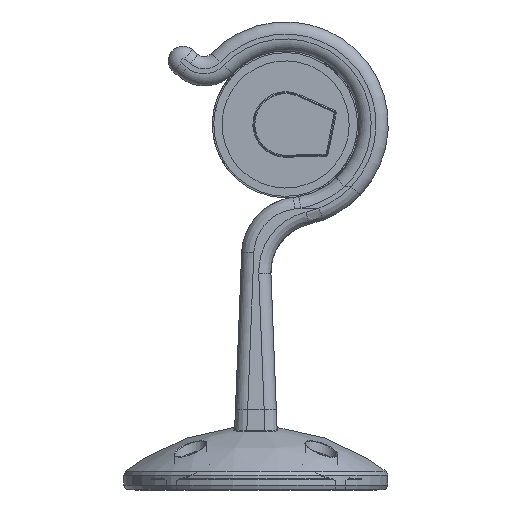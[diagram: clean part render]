
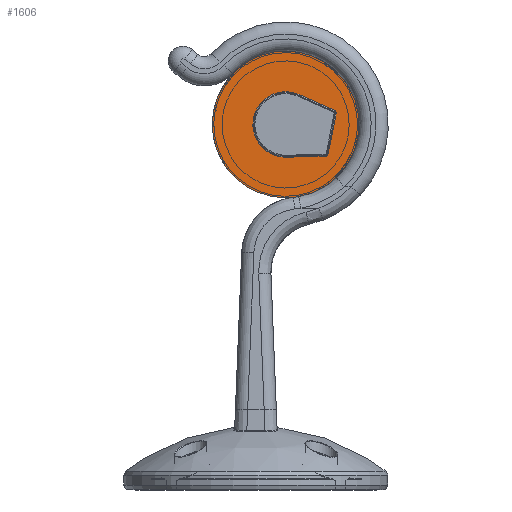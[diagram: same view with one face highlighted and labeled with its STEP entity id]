
A CAD part, left-side view. The second image highlights one B-rep face of the part: STEP entity #1606.
In plain terms, the highlighted planar face has unit normal (-1, 0, 0).
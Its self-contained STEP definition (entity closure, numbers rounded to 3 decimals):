
#862 = ORIENTED_EDGE ( 'NONE', *, *, #16159, .F. ) ;
#1606 = ADVANCED_FACE ( 'NONE', ( #15215, #8584 ), #13135, .F. ) ;
#1932 = CARTESIAN_POINT ( 'NONE',  ( -1045.97, 35.015, -0.924 ) ) ;
#2133 = CARTESIAN_POINT ( 'NONE',  ( -1045.97, 25.044, 1.507 ) ) ;
#2663 = DIRECTION ( 'NONE',  ( -1., 0., 0. ) ) ;
#2857 = CARTESIAN_POINT ( 'NONE',  ( -1045.97, 49.723, 2.02 ) ) ;
#3229 = DIRECTION ( 'NONE',  ( 0., 0.981, 0.196 ) ) ;
#3403 = CARTESIAN_POINT ( 'NONE',  ( -1045.97, 35.015, -0.924 ) ) ;
#3434 = DIRECTION ( 'NONE',  ( 0., 0.981, 0.196 ) ) ;
#3451 = ORIENTED_EDGE ( 'NONE', *, *, #5621, .T. ) ;
#3723 = LINE ( 'NONE', #11616, #15115 ) ;
#4047 = DIRECTION ( 'NONE',  ( 0., -0.912, -0.409 ) ) ;
#4131 = AXIS2_PLACEMENT_3D ( 'NONE', #13784, #10164, #11394 ) ;
#4173 = ORIENTED_EDGE ( 'NONE', *, *, #9943, .T. ) ;
#4318 = AXIS2_PLACEMENT_3D ( 'NONE', #2133, #11013, #3434 ) ;
#4638 = EDGE_CURVE ( 'NONE', #5177, #5177, #7113, .T. ) ;
#4672 = DIRECTION ( 'NONE',  ( 0., 0.981, 0.196 ) ) ;
#5044 = EDGE_LOOP ( 'NONE', ( #9319, #12011, #862, #4173, #12176, #3451 ) ) ;
#5177 = VERTEX_POINT ( 'NONE', #2857 ) ;
#5193 = CARTESIAN_POINT ( 'NONE',  ( -1045.97, 34.836, -7.622 ) ) ;
#5196 = VECTOR ( 'NONE', #11709, 1000. ) ;
#5364 = VERTEX_POINT ( 'NONE', #10004 ) ;
#5487 = CARTESIAN_POINT ( 'NONE',  ( -1045.97, 32.272, 5.189 ) ) ;
#5621 = EDGE_CURVE ( 'NONE', #5790, #5364, #3723, .T. ) ;
#5790 = VERTEX_POINT ( 'NONE', #5487 ) ;
#6006 = DIRECTION ( 'NONE',  ( 0., 1., -0.027 ) ) ;
#6494 = EDGE_CURVE ( 'NONE', #11493, #5790, #15480, .T. ) ;
#6924 = AXIS2_PLACEMENT_3D ( 'NONE', #10296, #2663, #11537 ) ;
#7113 = CIRCLE ( 'NONE', #11765, 15. ) ;
#7248 = VECTOR ( 'NONE', #6006, 1000. ) ;
#7556 = CARTESIAN_POINT ( 'NONE',  ( -1045.97, 24.652, 1.428 ) ) ;
#8120 = CARTESIAN_POINT ( 'NONE',  ( -1045.97, 26.737, -7.405 ) ) ;
#8584 = FACE_OUTER_BOUND ( 'NONE', #14622, .T. ) ;
#9319 = ORIENTED_EDGE ( 'NONE', *, *, #10849, .F. ) ;
#9937 = CIRCLE ( 'NONE', #4318, 0.4 ) ;
#9943 = EDGE_CURVE ( 'NONE', #10858, #11493, #13892, .T. ) ;
#10004 = CARTESIAN_POINT ( 'NONE',  ( -1045.97, 24.88, 1.872 ) ) ;
#10164 = DIRECTION ( 'NONE',  ( 1., 0., 0. ) ) ;
#10296 = CARTESIAN_POINT ( 'NONE',  ( -1045.97, 26.748, -7.005 ) ) ;
#10469 = CARTESIAN_POINT ( 'NONE',  ( -1045.97, 26.387, -7.24 ) ) ;
#10742 = ORIENTED_EDGE ( 'NONE', *, *, #4638, .F. ) ;
#10756 = AXIS2_PLACEMENT_3D ( 'NONE', #1932, #10827, #3229 ) ;
#10827 = DIRECTION ( 'NONE',  ( 1., 0., 0. ) ) ;
#10849 = EDGE_CURVE ( 'NONE', #11090, #5364, #9937, .T. ) ;
#10858 = VERTEX_POINT ( 'NONE', #8120 ) ;
#11013 = DIRECTION ( 'NONE',  ( -1., 0., 0. ) ) ;
#11090 = VERTEX_POINT ( 'NONE', #7556 ) ;
#11394 = DIRECTION ( 'NONE',  ( 0., 0.981, 0.196 ) ) ;
#11493 = VERTEX_POINT ( 'NONE', #5193 ) ;
#11537 = DIRECTION ( 'NONE',  ( 0., 0.981, 0.196 ) ) ;
#11616 = CARTESIAN_POINT ( 'NONE',  ( -1045.97, 24.735, 1.807 ) ) ;
#11709 = DIRECTION ( 'NONE',  ( 0., 0.196, -0.981 ) ) ;
#11765 = AXIS2_PLACEMENT_3D ( 'NONE', #3403, #12225, #4672 ) ;
#11878 = LINE ( 'NONE', #10469, #5196 ) ;
#12011 = ORIENTED_EDGE ( 'NONE', *, *, #15735, .T. ) ;
#12176 = ORIENTED_EDGE ( 'NONE', *, *, #6494, .T. ) ;
#12225 = DIRECTION ( 'NONE',  ( 1., 0., 0. ) ) ;
#12785 = VERTEX_POINT ( 'NONE', #15454 ) ;
#13135 = PLANE ( 'NONE',  #4131 ) ;
#13784 = CARTESIAN_POINT ( 'NONE',  ( -1045.97, 35.015, -0.924 ) ) ;
#13892 = LINE ( 'NONE', #14772, #7248 ) ;
#14622 = EDGE_LOOP ( 'NONE', ( #10742 ) ) ;
#14772 = CARTESIAN_POINT ( 'NONE',  ( -1045.97, 34.836, -7.622 ) ) ;
#15115 = VECTOR ( 'NONE', #4047, 1000. ) ;
#15215 = FACE_BOUND ( 'NONE', #5044, .T. ) ;
#15454 = CARTESIAN_POINT ( 'NONE',  ( -1045.97, 26.355, -7.084 ) ) ;
#15480 = CIRCLE ( 'NONE', #10756, 6.7 ) ;
#15735 = EDGE_CURVE ( 'NONE', #11090, #12785, #11878, .T. ) ;
#15748 = CIRCLE ( 'NONE', #6924, 0.4 ) ;
#16159 = EDGE_CURVE ( 'NONE', #10858, #12785, #15748, .T. ) ;
